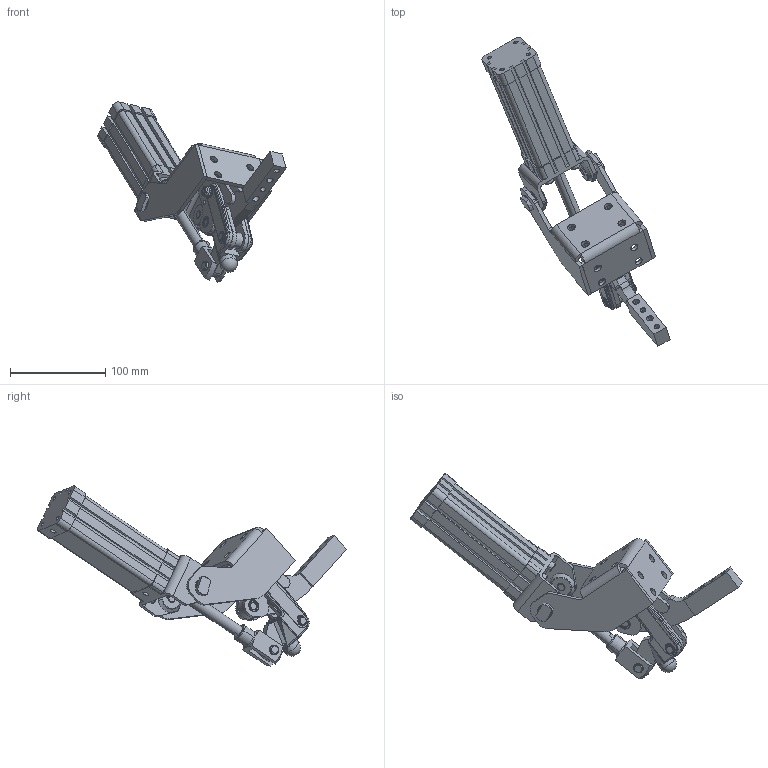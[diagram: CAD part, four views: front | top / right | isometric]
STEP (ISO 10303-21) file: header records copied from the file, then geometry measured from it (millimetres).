
FILE_DESCRIPTION((''),'2;1');
FILE_NAME('773.LH.stp','2005-09-28T13:29:33',('CAD'),(''),'Autodesk Inventor 8','Autodesk Inventor 8','');
FILE_SCHEMA(('AUTOMOTIVE_DESIGN { 1 0 10303 214 1 1 1 1 }'));
Length unit declared in the file: millimetre
Products named in the file (1): Part3
Bounding box: 197.12 x 323.86 x 188.8 mm (x, y, z)
Volume: 520363.9 mm3; surface area: 146865.7 mm2
Topology: 1 solids, 23 shells, 2888 faces, 8004 edges, 5139 vertices
Faces by surface type: plane 1636, cylinder 808, bspline 237, cone 182, torus 20, sphere 5
Entity records: 94275 total; most frequent: CARTESIAN_POINT 23998, ORIENTED_EDGE 15952, DIRECTION 14171, EDGE_CURVE 7976, AXIS2_PLACEMENT_3D 5207, VERTEX_POINT 5137, VECTOR 3757, LINE 3757
